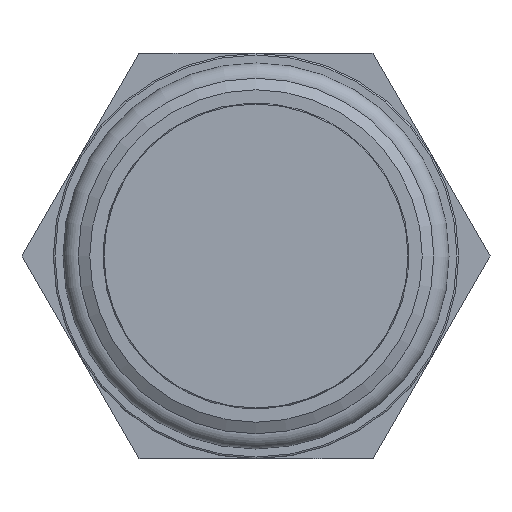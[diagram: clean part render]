
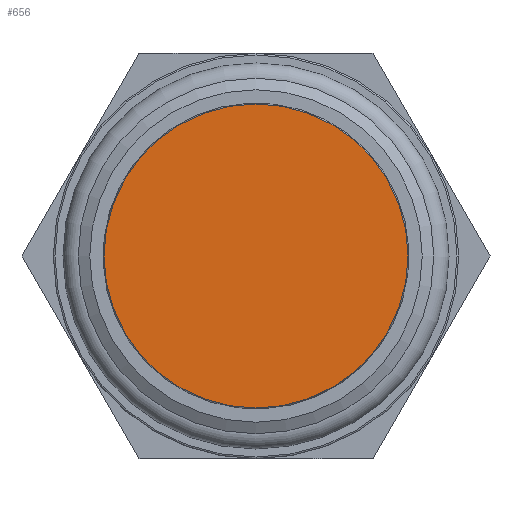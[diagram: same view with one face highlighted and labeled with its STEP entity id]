
A CAD part, front view. The second image highlights one B-rep face of the part: STEP entity #656.
In plain terms, the highlighted planar face has unit normal (0, -1, 0).
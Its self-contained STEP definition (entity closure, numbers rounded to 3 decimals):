
#94=PLANE('',#709);
#120=ORIENTED_EDGE('',*,*,#211,.T.);
#211=EDGE_CURVE('',#258,#258,#295,.T.);
#258=VERTEX_POINT('',#920);
#295=CIRCLE('',#710,14.25);
#321=EDGE_LOOP('',(#120));
#369=FACE_BOUND('',#321,.T.);
#656=ADVANCED_FACE('',(#369),#94,.T.);
#709=AXIS2_PLACEMENT_3D('',#918,#779,#780);
#710=AXIS2_PLACEMENT_3D('',#919,#781,#782);
#779=DIRECTION('',(0.,-1.,0.));
#780=DIRECTION('',(0.,0.,-1.));
#781=DIRECTION('',(0.,-1.,0.));
#782=DIRECTION('',(0.,0.,-1.));
#918=CARTESIAN_POINT('',(0.,-62.,0.));
#919=CARTESIAN_POINT('',(0.,-62.,0.));
#920=CARTESIAN_POINT('',(0.,-62.,-14.25));
